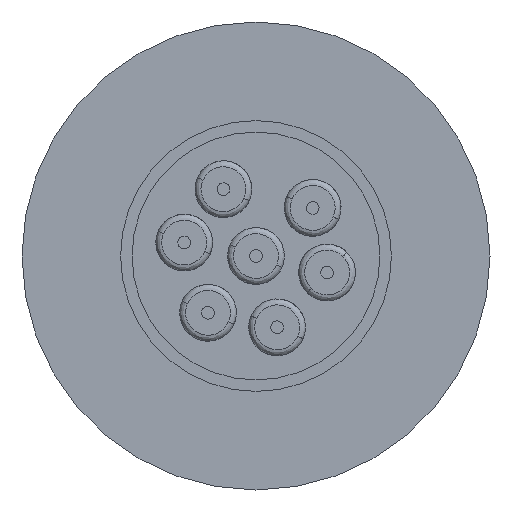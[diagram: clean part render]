
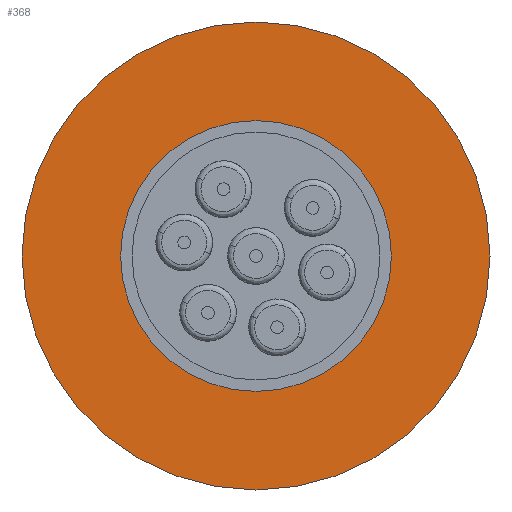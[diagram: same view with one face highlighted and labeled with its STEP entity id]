
A CAD part, left-side view. The second image highlights one B-rep face of the part: STEP entity #368.
In plain terms, the highlighted planar face has unit normal (-1, 0, 0).
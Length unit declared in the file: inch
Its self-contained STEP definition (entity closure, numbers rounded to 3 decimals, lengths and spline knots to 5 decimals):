
#368 = ADVANCED_FACE ( 'NONE', ( #3830, #3829 ), #4124, .F. ) ;
#604 = CARTESIAN_POINT ( 'NONE',  ( 0., 0., 0.3415 ) ) ;
#672 = AXIS2_PLACEMENT_3D ( 'NONE', #1303, #1302, #1300 ) ;
#674 = AXIS2_PLACEMENT_3D ( 'NONE', #1281, #1279, #1278 ) ;
#706 = CIRCLE ( 'NONE', #674, 0.59 ) ;
#716 = CIRCLE ( 'NONE', #672, 0.3415 ) ;
#1085 = CARTESIAN_POINT ( 'NONE',  ( 0., 0., -0.3415 ) ) ;
#1202 = DIRECTION ( 'NONE',  ( 0., 0., 1. ) ) ;
#1203 = DIRECTION ( 'NONE',  ( -1., 0., 0. ) ) ;
#1204 = CARTESIAN_POINT ( 'NONE',  ( 0., 0., 0. ) ) ;
#1278 = DIRECTION ( 'NONE',  ( 0., 0., 1. ) ) ;
#1279 = DIRECTION ( 'NONE',  ( -1., 0., 0. ) ) ;
#1281 = CARTESIAN_POINT ( 'NONE',  ( 0., 0., 0. ) ) ;
#1300 = DIRECTION ( 'NONE',  ( 0., 0., 1. ) ) ;
#1302 = DIRECTION ( 'NONE',  ( -1., 0., 0. ) ) ;
#1303 = CARTESIAN_POINT ( 'NONE',  ( 0., 0., 0. ) ) ;
#1363 = CARTESIAN_POINT ( 'NONE',  ( 0., 0., -0.59 ) ) ;
#1769 = DIRECTION ( 'NONE',  ( -1., 0., 0. ) ) ;
#1776 = DIRECTION ( 'NONE',  ( 0., 0., 1. ) ) ;
#1829 = CARTESIAN_POINT ( 'NONE',  ( 0., 0., 0. ) ) ;
#2840 = AXIS2_PLACEMENT_3D ( 'NONE', #1829, #1769, #1776 ) ;
#2987 = AXIS2_PLACEMENT_3D ( 'NONE', #4135, #4122, #4121 ) ;
#3339 = CIRCLE ( 'NONE', #2840, 0.3415 ) ;
#3421 = CIRCLE ( 'NONE', #6286, 0.59 ) ;
#3631 = CARTESIAN_POINT ( 'NONE',  ( 0., 0., 0.59 ) ) ;
#3829 = FACE_OUTER_BOUND ( 'NONE', #5792, .T. ) ;
#3830 = FACE_BOUND ( 'NONE', #5794, .T. ) ;
#4121 = DIRECTION ( 'NONE',  ( 0., 0., -1. ) ) ;
#4122 = DIRECTION ( 'NONE',  ( 1., 0., 0. ) ) ;
#4124 = PLANE ( 'NONE',  #2987 ) ;
#4135 = CARTESIAN_POINT ( 'NONE',  ( 0., 0.59, 0. ) ) ;
#4725 = EDGE_CURVE ( 'NONE', #5638, #5457, #3339, .T. ) ;
#5393 = VERTEX_POINT ( 'NONE', #3631 ) ;
#5457 = VERTEX_POINT ( 'NONE', #604 ) ;
#5572 = VERTEX_POINT ( 'NONE', #1363 ) ;
#5638 = VERTEX_POINT ( 'NONE', #1085 ) ;
#5792 = EDGE_LOOP ( 'NONE', ( #6042, #6043 ) ) ;
#5794 = EDGE_LOOP ( 'NONE', ( #6040, #6041 ) ) ;
#6040 = ORIENTED_EDGE ( 'NONE', *, *, #6524, .F. ) ;
#6041 = ORIENTED_EDGE ( 'NONE', *, *, #4725, .F. ) ;
#6042 = ORIENTED_EDGE ( 'NONE', *, *, #6531, .T. ) ;
#6043 = ORIENTED_EDGE ( 'NONE', *, *, #6597, .T. ) ;
#6286 = AXIS2_PLACEMENT_3D ( 'NONE', #1204, #1203, #1202 ) ;
#6524 = EDGE_CURVE ( 'NONE', #5457, #5638, #716, .T. ) ;
#6531 = EDGE_CURVE ( 'NONE', #5393, #5572, #706, .T. ) ;
#6597 = EDGE_CURVE ( 'NONE', #5572, #5393, #3421, .T. ) ;
